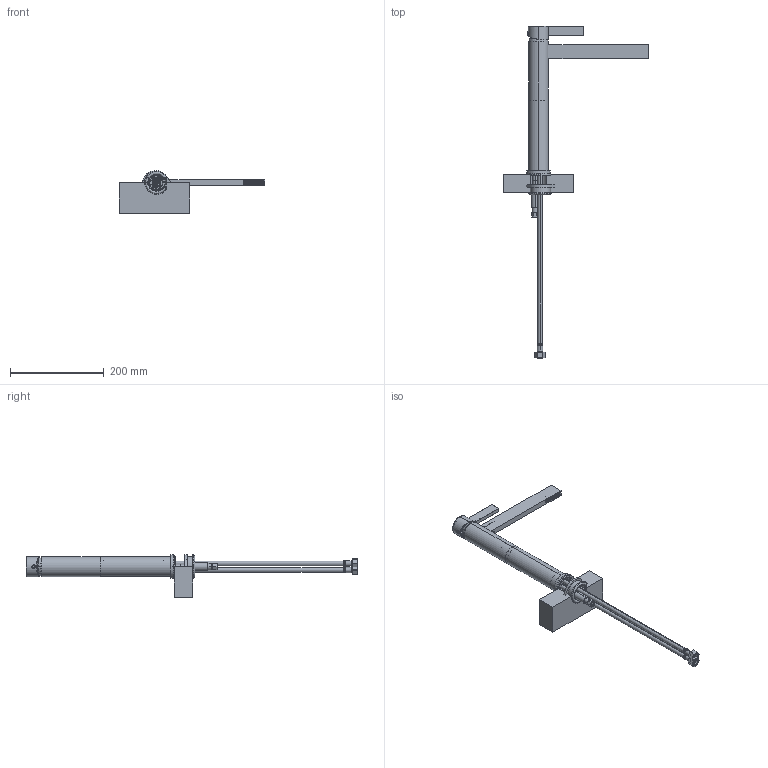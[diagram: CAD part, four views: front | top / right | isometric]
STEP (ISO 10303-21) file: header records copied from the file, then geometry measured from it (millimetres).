
FILE_DESCRIPTION (( 'STEP AP203' ), '1' );
FILE_NAME ('500016vic0_asm.STEP', '2018-09-13T19:48:04', ( '' ), ( '' ), 'SwSTEP 2.0', 'SolidWorks 2015', '' );
FILE_SCHEMA (( 'CONFIG_CONTROL_DESIGN' ));
Length unit declared in the file: millimetre
Products named in the file (71): 11000019A_AF1; 16000666_AF5_ASM; 16001134_AF10_ASM; 01000157_AF2; 10034103; 11000019D_AF1; 12000220_AF5; 09000108_AF2; 16000788_AF3_ASM; 05002003_AF4; 500016vic0_asm; 06000021_AF3; 16000669_AF2_ASM; 16000684_AF1_ASM; 16000181_ASM; 07000023F_AF4; 16000681_AF1_ASM; 06000107; 04017504_AF4; 10017007; 12000203_AF1; 16000302_AF1_ASM; 16000665_AF4_ASM; 06022007_AF5; 04000090_AF9; 06020307_AF4; 04000041; 07000023B_AF4; 06000021_AF2; 10000071; 12053901; 04020204_AF10; 16000670_AF0_ASM; 07000023A_AF4; 07000023C_AF4; 16000193_AF1_ASM; 07000024_AF4_ASM; 16000657_AF4_ASM; 06022007_AF6; 06000035_AF1 ...
Assembly tree (70 placements, depth 5):
  500016vic0_asm
    16000668_AF1_ASM
      01000157_AF2
      01000154_AF10
      06000067_AF2
      12000219_AF2
      04000090_AF8
      16000669_AF2_ASM
        04000090_AF9
        04000090_AF10
        04000090_AF11
        04000098_AF4
        04000098_AF5
      16001134_AF10_ASM
        04020204_AF10
    16000670_AF0_ASM
      02000096_AF0
      16000302_AF1_ASM
        11000019_AF1_ASM
          11000019A_AF1
          11000019B_AF1
          11000019C_AF1
          11000019D_AF1
      06022007_AF5
      06000021_AF2
      06000021_AF3
    16000685_AF4_ASM
      07000024_AF4_ASM
        07000023A_AF4
        07000023B_AF4
        07000023D_AF4
        07000023C_AF4
        07000023E_AF4
        07000023F_AF4
        07000024G_AF4
    16000665_AF4_ASM
      06000045_AF4
      04000041_AF8
    16000666_AF5_ASM
      12000220_AF5
      04000041_AF9
    16000193_AF1_ASM
      03000018_AF2
      03000016_AF2
      06020307_AF4
      06000107
      16000657_AF4_ASM
        06022007_AF6
      16000658_AF4_ASM
        05002003_AF4
    16000681_AF1_ASM
      12000203_AF1
      04000041
    16000181_ASM
      12053901
      04000009
    16000683_AF1_ASM
      06000035_AF1
    16000788_AF2_ASM
      09000108_AF2
Bounding box: 310 x 706.45 x 90.5 mm (x, y, z)
Volume: 450894.4 mm3; surface area: 304693.4 mm2
Topology: 32 solids, 82 shells, 3081 faces, 8987 edges, 5844 vertices
Faces by surface type: plane 1444, cylinder 1169, cone 261, bspline 195, torus 12
Entity records: 122657 total; most frequent: CARTESIAN_POINT 31285, ORIENTED_EDGE 17756, DIRECTION 17327, EDGE_CURVE 8938, AXIS2_PLACEMENT_3D 6060, VERTEX_POINT 5844, LINE 5207, VECTOR 5207
